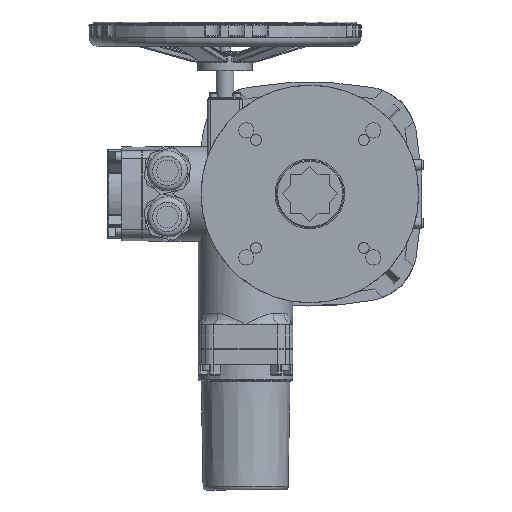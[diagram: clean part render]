
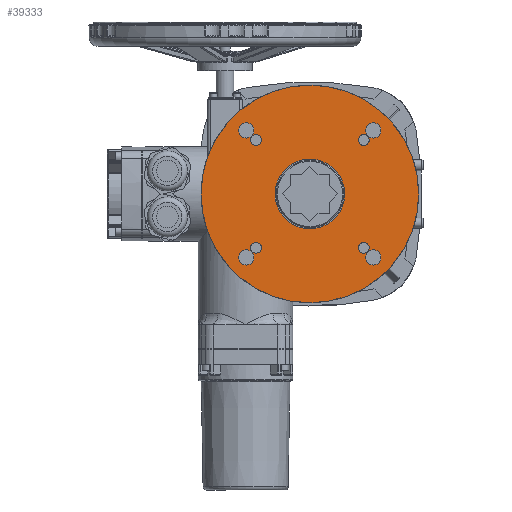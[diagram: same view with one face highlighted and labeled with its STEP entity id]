
A CAD part, front view. The second image highlights one B-rep face of the part: STEP entity #39333.
In plain terms, the highlighted planar face has unit normal (0, -1, 0).
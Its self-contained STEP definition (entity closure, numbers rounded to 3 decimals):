
#2539=FACE_BOUND('',#11640,.T.);
#2540=FACE_BOUND('',#11641,.T.);
#2541=FACE_BOUND('',#11642,.T.);
#2542=FACE_BOUND('',#11643,.T.);
#2543=FACE_BOUND('',#11644,.T.);
#2544=FACE_BOUND('',#11645,.T.);
#2545=FACE_BOUND('',#11646,.T.);
#2546=FACE_BOUND('',#11647,.T.);
#2547=FACE_BOUND('',#11648,.T.);
#3045=PLANE('',#42775);
#9312=FACE_OUTER_BOUND('',#11639,.T.);
#11639=EDGE_LOOP('',(#30388));
#11640=EDGE_LOOP('',(#30389));
#11641=EDGE_LOOP('',(#30390));
#11642=EDGE_LOOP('',(#30391));
#11643=EDGE_LOOP('',(#30392));
#11644=EDGE_LOOP('',(#30393));
#11645=EDGE_LOOP('',(#30394));
#11646=EDGE_LOOP('',(#30395));
#11647=EDGE_LOOP('',(#30396));
#11648=EDGE_LOOP('',(#30397));
#13894=CIRCLE('',#42756,7.);
#13895=CIRCLE('',#42758,7.);
#13896=CIRCLE('',#42760,7.);
#13897=CIRCLE('',#42762,7.);
#13898=CIRCLE('',#42764,5.);
#13899=CIRCLE('',#42766,5.);
#13900=CIRCLE('',#42768,5.);
#13901=CIRCLE('',#42770,5.);
#13902=CIRCLE('',#42772,32.);
#13903=CIRCLE('',#42774,100.);
#16899=VERTEX_POINT('',#74167);
#16900=VERTEX_POINT('',#74171);
#16901=VERTEX_POINT('',#74175);
#16902=VERTEX_POINT('',#74179);
#16903=VERTEX_POINT('',#74183);
#16904=VERTEX_POINT('',#74187);
#16905=VERTEX_POINT('',#74191);
#16906=VERTEX_POINT('',#74195);
#16907=VERTEX_POINT('',#74199);
#16908=VERTEX_POINT('',#74203);
#21588=EDGE_CURVE('',#16899,#16899,#13894,.T.);
#21590=EDGE_CURVE('',#16900,#16900,#13895,.T.);
#21592=EDGE_CURVE('',#16901,#16901,#13896,.T.);
#21594=EDGE_CURVE('',#16902,#16902,#13897,.T.);
#21596=EDGE_CURVE('',#16903,#16903,#13898,.T.);
#21598=EDGE_CURVE('',#16904,#16904,#13899,.T.);
#21600=EDGE_CURVE('',#16905,#16905,#13900,.T.);
#21602=EDGE_CURVE('',#16906,#16906,#13901,.T.);
#21604=EDGE_CURVE('',#16907,#16907,#13902,.T.);
#21606=EDGE_CURVE('',#16908,#16908,#13903,.T.);
#30388=ORIENTED_EDGE('',*,*,#21606,.F.);
#30389=ORIENTED_EDGE('',*,*,#21604,.F.);
#30390=ORIENTED_EDGE('',*,*,#21602,.F.);
#30391=ORIENTED_EDGE('',*,*,#21600,.F.);
#30392=ORIENTED_EDGE('',*,*,#21598,.F.);
#30393=ORIENTED_EDGE('',*,*,#21596,.F.);
#30394=ORIENTED_EDGE('',*,*,#21594,.F.);
#30395=ORIENTED_EDGE('',*,*,#21592,.F.);
#30396=ORIENTED_EDGE('',*,*,#21590,.F.);
#30397=ORIENTED_EDGE('',*,*,#21588,.F.);
#39333=ADVANCED_FACE('',(#9312,#2539,#2540,#2541,#2542,#2543,#2544,#2545,
#2546,#2547),#3045,.F.);
#42756=AXIS2_PLACEMENT_3D('',#74169,#50390,#50391);
#42758=AXIS2_PLACEMENT_3D('',#74173,#50395,#50396);
#42760=AXIS2_PLACEMENT_3D('',#74177,#50400,#50401);
#42762=AXIS2_PLACEMENT_3D('',#74181,#50405,#50406);
#42764=AXIS2_PLACEMENT_3D('',#74185,#50410,#50411);
#42766=AXIS2_PLACEMENT_3D('',#74189,#50415,#50416);
#42768=AXIS2_PLACEMENT_3D('',#74193,#50420,#50421);
#42770=AXIS2_PLACEMENT_3D('',#74197,#50425,#50426);
#42772=AXIS2_PLACEMENT_3D('',#74201,#50430,#50431);
#42774=AXIS2_PLACEMENT_3D('',#74205,#50435,#50436);
#42775=AXIS2_PLACEMENT_3D('',#74206,#50437,#50438);
#50390=DIRECTION('center_axis',(0.,-1.,0.));
#50391=DIRECTION('ref_axis',(1.,0.,0.));
#50395=DIRECTION('center_axis',(0.,-1.,0.));
#50396=DIRECTION('ref_axis',(1.,0.,0.));
#50400=DIRECTION('center_axis',(0.,-1.,0.));
#50401=DIRECTION('ref_axis',(1.,0.,0.));
#50405=DIRECTION('center_axis',(0.,-1.,0.));
#50406=DIRECTION('ref_axis',(1.,0.,0.));
#50410=DIRECTION('center_axis',(0.,-1.,0.));
#50411=DIRECTION('ref_axis',(1.,0.,0.));
#50415=DIRECTION('center_axis',(0.,-1.,0.));
#50416=DIRECTION('ref_axis',(1.,0.,0.));
#50420=DIRECTION('center_axis',(0.,-1.,0.));
#50421=DIRECTION('ref_axis',(1.,0.,0.));
#50425=DIRECTION('center_axis',(0.,-1.,0.));
#50426=DIRECTION('ref_axis',(1.,0.,0.));
#50430=DIRECTION('center_axis',(0.,-1.,0.));
#50431=DIRECTION('ref_axis',(1.,0.,0.));
#50435=DIRECTION('center_axis',(0.,1.,0.));
#50436=DIRECTION('ref_axis',(-1.,0.,0.));
#50437=DIRECTION('center_axis',(0.,1.,0.));
#50438=DIRECTION('ref_axis',(0.,0.,1.));
#74167=CARTESIAN_POINT('',(51.336,0.,-58.336));
#74169=CARTESIAN_POINT('Origin',(58.336,0.,-58.336));
#74171=CARTESIAN_POINT('',(51.336,0.,58.336));
#74173=CARTESIAN_POINT('Origin',(58.336,0.,58.336));
#74175=CARTESIAN_POINT('',(-65.336,0.,58.336));
#74177=CARTESIAN_POINT('Origin',(-58.336,0.,58.336));
#74179=CARTESIAN_POINT('',(-65.336,0.,-58.336));
#74181=CARTESIAN_POINT('Origin',(-58.336,0.,-58.336));
#74183=CARTESIAN_POINT('',(-54.497,0.,-49.497));
#74185=CARTESIAN_POINT('Origin',(-49.497,0.,-49.497));
#74187=CARTESIAN_POINT('',(44.497,0.,-49.497));
#74189=CARTESIAN_POINT('Origin',(49.497,0.,-49.497));
#74191=CARTESIAN_POINT('',(44.497,0.,49.497));
#74193=CARTESIAN_POINT('Origin',(49.497,0.,49.497));
#74195=CARTESIAN_POINT('',(-54.497,0.,49.497));
#74197=CARTESIAN_POINT('Origin',(-49.497,0.,49.497));
#74199=CARTESIAN_POINT('',(-32.,0.,0.));
#74201=CARTESIAN_POINT('Origin',(0.,0.,0.));
#74203=CARTESIAN_POINT('',(100.,0.,0.));
#74205=CARTESIAN_POINT('Origin',(0.,0.,0.));
#74206=CARTESIAN_POINT('Origin',(0.,0.,0.));
